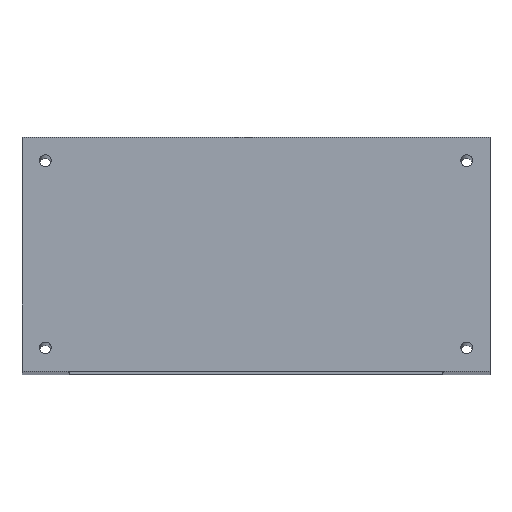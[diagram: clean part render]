
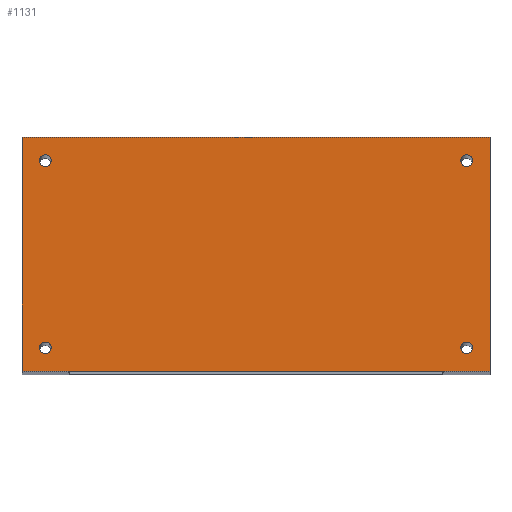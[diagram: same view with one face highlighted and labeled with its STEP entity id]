
A CAD part, top view. The second image highlights one B-rep face of the part: STEP entity #1131.
In plain terms, the highlighted planar face has unit normal (0, 0, 1).
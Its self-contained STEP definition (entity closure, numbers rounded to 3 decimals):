
#32 = PLANE('',#33);
#33 = AXIS2_PLACEMENT_3D('',#34,#35,#36);
#34 = CARTESIAN_POINT('',(0.,-100.,-245.));
#35 = DIRECTION('',(0.,1.,0.));
#36 = DIRECTION('',(0.,0.,1.));
#252 = EDGE_CURVE('',#253,#255,#257,.T.);
#253 = VERTEX_POINT('',#254);
#254 = CARTESIAN_POINT('',(-100.,-100.,175.));
#255 = VERTEX_POINT('',#256);
#256 = CARTESIAN_POINT('',(100.,-100.,175.));
#257 = SURFACE_CURVE('',#258,(#262,#269),.PCURVE_S1.);
#258 = LINE('',#259,#260);
#259 = CARTESIAN_POINT('',(-100.,-100.,175.));
#260 = VECTOR('',#261,1.);
#261 = DIRECTION('',(1.,0.,0.));
#262 = PCURVE('',#32,#263);
#263 = DEFINITIONAL_REPRESENTATION('',(#264),#268);
#264 = LINE('',#265,#266);
#265 = CARTESIAN_POINT('',(420.,-100.));
#266 = VECTOR('',#267,1.);
#267 = DIRECTION('',(0.,1.));
#268 = ( GEOMETRIC_REPRESENTATION_CONTEXT(2) 
PARAMETRIC_REPRESENTATION_CONTEXT() REPRESENTATION_CONTEXT('2D SPACE',''
  ) );
#269 = PCURVE('',#270,#275);
#270 = PLANE('',#271);
#271 = AXIS2_PLACEMENT_3D('',#272,#273,#274);
#272 = CARTESIAN_POINT('',(-100.,0.,175.));
#273 = DIRECTION('',(0.,0.,1.));
#274 = DIRECTION('',(1.,0.,0.));
#275 = DEFINITIONAL_REPRESENTATION('',(#276),#280);
#276 = LINE('',#277,#278);
#277 = CARTESIAN_POINT('',(0.,-100.));
#278 = VECTOR('',#279,1.);
#279 = DIRECTION('',(1.,0.));
#280 = ( GEOMETRIC_REPRESENTATION_CONTEXT(2) 
PARAMETRIC_REPRESENTATION_CONTEXT() REPRESENTATION_CONTEXT('2D SPACE',''
  ) );
#298 = PLANE('',#299);
#299 = AXIS2_PLACEMENT_3D('',#300,#301,#302);
#300 = CARTESIAN_POINT('',(100.,0.,175.));
#301 = DIRECTION('',(1.,0.,0.));
#302 = DIRECTION('',(0.,0.,-1.));
#352 = PLANE('',#353);
#353 = AXIS2_PLACEMENT_3D('',#354,#355,#356);
#354 = CARTESIAN_POINT('',(-100.,0.,-665.));
#355 = DIRECTION('',(-1.,0.,0.));
#356 = DIRECTION('',(0.,0.,1.));
#1131 = ADVANCED_FACE('',(#1132,#1207,#1238,#1269,#1300),#270,.T.);
#1132 = FACE_BOUND('',#1133,.T.);
#1133 = EDGE_LOOP('',(#1134,#1157,#1158,#1181));
#1134 = ORIENTED_EDGE('',*,*,#1135,.T.);
#1135 = EDGE_CURVE('',#1136,#253,#1138,.T.);
#1136 = VERTEX_POINT('',#1137);
#1137 = CARTESIAN_POINT('',(-100.,0.,175.));
#1138 = SURFACE_CURVE('',#1139,(#1143,#1150),.PCURVE_S1.);
#1139 = LINE('',#1140,#1141);
#1140 = CARTESIAN_POINT('',(-100.,0.,175.));
#1141 = VECTOR('',#1142,1.);
#1142 = DIRECTION('',(0.,-1.,0.));
#1143 = PCURVE('',#270,#1144);
#1144 = DEFINITIONAL_REPRESENTATION('',(#1145),#1149);
#1145 = LINE('',#1146,#1147);
#1146 = CARTESIAN_POINT('',(0.,0.));
#1147 = VECTOR('',#1148,1.);
#1148 = DIRECTION('',(0.,-1.));
#1149 = ( GEOMETRIC_REPRESENTATION_CONTEXT(2) 
PARAMETRIC_REPRESENTATION_CONTEXT() REPRESENTATION_CONTEXT('2D SPACE',''
  ) );
#1150 = PCURVE('',#352,#1151);
#1151 = DEFINITIONAL_REPRESENTATION('',(#1152),#1156);
#1152 = LINE('',#1153,#1154);
#1153 = CARTESIAN_POINT('',(840.,0.));
#1154 = VECTOR('',#1155,1.);
#1155 = DIRECTION('',(0.,-1.));
#1156 = ( GEOMETRIC_REPRESENTATION_CONTEXT(2) 
PARAMETRIC_REPRESENTATION_CONTEXT() REPRESENTATION_CONTEXT('2D SPACE',''
  ) );
#1157 = ORIENTED_EDGE('',*,*,#252,.T.);
#1158 = ORIENTED_EDGE('',*,*,#1159,.F.);
#1159 = EDGE_CURVE('',#1160,#255,#1162,.T.);
#1160 = VERTEX_POINT('',#1161);
#1161 = CARTESIAN_POINT('',(100.,0.,175.));
#1162 = SURFACE_CURVE('',#1163,(#1167,#1174),.PCURVE_S1.);
#1163 = LINE('',#1164,#1165);
#1164 = CARTESIAN_POINT('',(100.,0.,175.));
#1165 = VECTOR('',#1166,1.);
#1166 = DIRECTION('',(0.,-1.,0.));
#1167 = PCURVE('',#270,#1168);
#1168 = DEFINITIONAL_REPRESENTATION('',(#1169),#1173);
#1169 = LINE('',#1170,#1171);
#1170 = CARTESIAN_POINT('',(200.,0.));
#1171 = VECTOR('',#1172,1.);
#1172 = DIRECTION('',(0.,-1.));
#1173 = ( GEOMETRIC_REPRESENTATION_CONTEXT(2) 
PARAMETRIC_REPRESENTATION_CONTEXT() REPRESENTATION_CONTEXT('2D SPACE',''
  ) );
#1174 = PCURVE('',#298,#1175);
#1175 = DEFINITIONAL_REPRESENTATION('',(#1176),#1180);
#1176 = LINE('',#1177,#1178);
#1177 = CARTESIAN_POINT('',(0.,0.));
#1178 = VECTOR('',#1179,1.);
#1179 = DIRECTION('',(0.,-1.));
#1180 = ( GEOMETRIC_REPRESENTATION_CONTEXT(2) 
PARAMETRIC_REPRESENTATION_CONTEXT() REPRESENTATION_CONTEXT('2D SPACE',''
  ) );
#1181 = ORIENTED_EDGE('',*,*,#1182,.F.);
#1182 = EDGE_CURVE('',#1136,#1160,#1183,.T.);
#1183 = SURFACE_CURVE('',#1184,(#1188,#1195),.PCURVE_S1.);
#1184 = LINE('',#1185,#1186);
#1185 = CARTESIAN_POINT('',(-100.,0.,175.));
#1186 = VECTOR('',#1187,1.);
#1187 = DIRECTION('',(1.,0.,0.));
#1188 = PCURVE('',#270,#1189);
#1189 = DEFINITIONAL_REPRESENTATION('',(#1190),#1194);
#1190 = LINE('',#1191,#1192);
#1191 = CARTESIAN_POINT('',(0.,0.));
#1192 = VECTOR('',#1193,1.);
#1193 = DIRECTION('',(1.,0.));
#1194 = ( GEOMETRIC_REPRESENTATION_CONTEXT(2) 
PARAMETRIC_REPRESENTATION_CONTEXT() REPRESENTATION_CONTEXT('2D SPACE',''
  ) );
#1195 = PCURVE('',#1196,#1201);
#1196 = PLANE('',#1197);
#1197 = AXIS2_PLACEMENT_3D('',#1198,#1199,#1200);
#1198 = CARTESIAN_POINT('',(0.,0.,-245.));
#1199 = DIRECTION('',(0.,1.,0.));
#1200 = DIRECTION('',(0.,0.,1.));
#1201 = DEFINITIONAL_REPRESENTATION('',(#1202),#1206);
#1202 = LINE('',#1203,#1204);
#1203 = CARTESIAN_POINT('',(420.,-100.));
#1204 = VECTOR('',#1205,1.);
#1205 = DIRECTION('',(0.,1.));
#1206 = ( GEOMETRIC_REPRESENTATION_CONTEXT(2) 
PARAMETRIC_REPRESENTATION_CONTEXT() REPRESENTATION_CONTEXT('2D SPACE',''
  ) );
#1207 = FACE_BOUND('',#1208,.T.);
#1208 = EDGE_LOOP('',(#1209));
#1209 = ORIENTED_EDGE('',*,*,#1210,.F.);
#1210 = EDGE_CURVE('',#1211,#1211,#1213,.T.);
#1211 = VERTEX_POINT('',#1212);
#1212 = CARTESIAN_POINT('',(-92.5,-90.,175.));
#1213 = SURFACE_CURVE('',#1214,(#1219,#1226),.PCURVE_S1.);
#1214 = CIRCLE('',#1215,2.5);
#1215 = AXIS2_PLACEMENT_3D('',#1216,#1217,#1218);
#1216 = CARTESIAN_POINT('',(-90.,-90.,175.));
#1217 = DIRECTION('',(0.,0.,1.));
#1218 = DIRECTION('',(-1.,0.,0.));
#1219 = PCURVE('',#270,#1220);
#1220 = DEFINITIONAL_REPRESENTATION('',(#1221),#1225);
#1221 = CIRCLE('',#1222,2.5);
#1222 = AXIS2_PLACEMENT_2D('',#1223,#1224);
#1223 = CARTESIAN_POINT('',(10.,-90.));
#1224 = DIRECTION('',(-1.,0.));
#1225 = ( GEOMETRIC_REPRESENTATION_CONTEXT(2) 
PARAMETRIC_REPRESENTATION_CONTEXT() REPRESENTATION_CONTEXT('2D SPACE',''
  ) );
#1226 = PCURVE('',#1227,#1232);
#1227 = CYLINDRICAL_SURFACE('',#1228,2.5);
#1228 = AXIS2_PLACEMENT_3D('',#1229,#1230,#1231);
#1229 = CARTESIAN_POINT('',(-90.,-90.,175.));
#1230 = DIRECTION('',(0.,0.,1.));
#1231 = DIRECTION('',(-1.,-0.,0.));
#1232 = DEFINITIONAL_REPRESENTATION('',(#1233),#1237);
#1233 = LINE('',#1234,#1235);
#1234 = CARTESIAN_POINT('',(0.,0.));
#1235 = VECTOR('',#1236,1.);
#1236 = DIRECTION('',(1.,0.));
#1237 = ( GEOMETRIC_REPRESENTATION_CONTEXT(2) 
PARAMETRIC_REPRESENTATION_CONTEXT() REPRESENTATION_CONTEXT('2D SPACE',''
  ) );
#1238 = FACE_BOUND('',#1239,.T.);
#1239 = EDGE_LOOP('',(#1240));
#1240 = ORIENTED_EDGE('',*,*,#1241,.F.);
#1241 = EDGE_CURVE('',#1242,#1242,#1244,.T.);
#1242 = VERTEX_POINT('',#1243);
#1243 = CARTESIAN_POINT('',(87.5,-90.,175.));
#1244 = SURFACE_CURVE('',#1245,(#1250,#1257),.PCURVE_S1.);
#1245 = CIRCLE('',#1246,2.5);
#1246 = AXIS2_PLACEMENT_3D('',#1247,#1248,#1249);
#1247 = CARTESIAN_POINT('',(90.,-90.,175.));
#1248 = DIRECTION('',(0.,0.,1.));
#1249 = DIRECTION('',(-1.,0.,0.));
#1250 = PCURVE('',#270,#1251);
#1251 = DEFINITIONAL_REPRESENTATION('',(#1252),#1256);
#1252 = CIRCLE('',#1253,2.5);
#1253 = AXIS2_PLACEMENT_2D('',#1254,#1255);
#1254 = CARTESIAN_POINT('',(190.,-90.));
#1255 = DIRECTION('',(-1.,0.));
#1256 = ( GEOMETRIC_REPRESENTATION_CONTEXT(2) 
PARAMETRIC_REPRESENTATION_CONTEXT() REPRESENTATION_CONTEXT('2D SPACE',''
  ) );
#1257 = PCURVE('',#1258,#1263);
#1258 = CYLINDRICAL_SURFACE('',#1259,2.5);
#1259 = AXIS2_PLACEMENT_3D('',#1260,#1261,#1262);
#1260 = CARTESIAN_POINT('',(90.,-90.,175.));
#1261 = DIRECTION('',(0.,0.,1.));
#1262 = DIRECTION('',(-1.,-0.,0.));
#1263 = DEFINITIONAL_REPRESENTATION('',(#1264),#1268);
#1264 = LINE('',#1265,#1266);
#1265 = CARTESIAN_POINT('',(0.,0.));
#1266 = VECTOR('',#1267,1.);
#1267 = DIRECTION('',(1.,0.));
#1268 = ( GEOMETRIC_REPRESENTATION_CONTEXT(2) 
PARAMETRIC_REPRESENTATION_CONTEXT() REPRESENTATION_CONTEXT('2D SPACE',''
  ) );
#1269 = FACE_BOUND('',#1270,.T.);
#1270 = EDGE_LOOP('',(#1271));
#1271 = ORIENTED_EDGE('',*,*,#1272,.F.);
#1272 = EDGE_CURVE('',#1273,#1273,#1275,.T.);
#1273 = VERTEX_POINT('',#1274);
#1274 = CARTESIAN_POINT('',(-92.5,-10.,175.));
#1275 = SURFACE_CURVE('',#1276,(#1281,#1288),.PCURVE_S1.);
#1276 = CIRCLE('',#1277,2.5);
#1277 = AXIS2_PLACEMENT_3D('',#1278,#1279,#1280);
#1278 = CARTESIAN_POINT('',(-90.,-10.,175.));
#1279 = DIRECTION('',(0.,0.,1.));
#1280 = DIRECTION('',(-1.,0.,0.));
#1281 = PCURVE('',#270,#1282);
#1282 = DEFINITIONAL_REPRESENTATION('',(#1283),#1287);
#1283 = CIRCLE('',#1284,2.5);
#1284 = AXIS2_PLACEMENT_2D('',#1285,#1286);
#1285 = CARTESIAN_POINT('',(10.,-10.));
#1286 = DIRECTION('',(-1.,0.));
#1287 = ( GEOMETRIC_REPRESENTATION_CONTEXT(2) 
PARAMETRIC_REPRESENTATION_CONTEXT() REPRESENTATION_CONTEXT('2D SPACE',''
  ) );
#1288 = PCURVE('',#1289,#1294);
#1289 = CYLINDRICAL_SURFACE('',#1290,2.5);
#1290 = AXIS2_PLACEMENT_3D('',#1291,#1292,#1293);
#1291 = CARTESIAN_POINT('',(-90.,-10.,175.));
#1292 = DIRECTION('',(0.,0.,1.));
#1293 = DIRECTION('',(-1.,-0.,0.));
#1294 = DEFINITIONAL_REPRESENTATION('',(#1295),#1299);
#1295 = LINE('',#1296,#1297);
#1296 = CARTESIAN_POINT('',(0.,0.));
#1297 = VECTOR('',#1298,1.);
#1298 = DIRECTION('',(1.,0.));
#1299 = ( GEOMETRIC_REPRESENTATION_CONTEXT(2) 
PARAMETRIC_REPRESENTATION_CONTEXT() REPRESENTATION_CONTEXT('2D SPACE',''
  ) );
#1300 = FACE_BOUND('',#1301,.T.);
#1301 = EDGE_LOOP('',(#1302));
#1302 = ORIENTED_EDGE('',*,*,#1303,.F.);
#1303 = EDGE_CURVE('',#1304,#1304,#1306,.T.);
#1304 = VERTEX_POINT('',#1305);
#1305 = CARTESIAN_POINT('',(87.5,-10.,175.));
#1306 = SURFACE_CURVE('',#1307,(#1312,#1319),.PCURVE_S1.);
#1307 = CIRCLE('',#1308,2.5);
#1308 = AXIS2_PLACEMENT_3D('',#1309,#1310,#1311);
#1309 = CARTESIAN_POINT('',(90.,-10.,175.));
#1310 = DIRECTION('',(0.,0.,1.));
#1311 = DIRECTION('',(-1.,0.,0.));
#1312 = PCURVE('',#270,#1313);
#1313 = DEFINITIONAL_REPRESENTATION('',(#1314),#1318);
#1314 = CIRCLE('',#1315,2.5);
#1315 = AXIS2_PLACEMENT_2D('',#1316,#1317);
#1316 = CARTESIAN_POINT('',(190.,-10.));
#1317 = DIRECTION('',(-1.,0.));
#1318 = ( GEOMETRIC_REPRESENTATION_CONTEXT(2) 
PARAMETRIC_REPRESENTATION_CONTEXT() REPRESENTATION_CONTEXT('2D SPACE',''
  ) );
#1319 = PCURVE('',#1320,#1325);
#1320 = CYLINDRICAL_SURFACE('',#1321,2.5);
#1321 = AXIS2_PLACEMENT_3D('',#1322,#1323,#1324);
#1322 = CARTESIAN_POINT('',(90.,-10.,175.));
#1323 = DIRECTION('',(0.,0.,1.));
#1324 = DIRECTION('',(-1.,-0.,0.));
#1325 = DEFINITIONAL_REPRESENTATION('',(#1326),#1330);
#1326 = LINE('',#1327,#1328);
#1327 = CARTESIAN_POINT('',(0.,0.));
#1328 = VECTOR('',#1329,1.);
#1329 = DIRECTION('',(1.,0.));
#1330 = ( GEOMETRIC_REPRESENTATION_CONTEXT(2) 
PARAMETRIC_REPRESENTATION_CONTEXT() REPRESENTATION_CONTEXT('2D SPACE',''
  ) );
